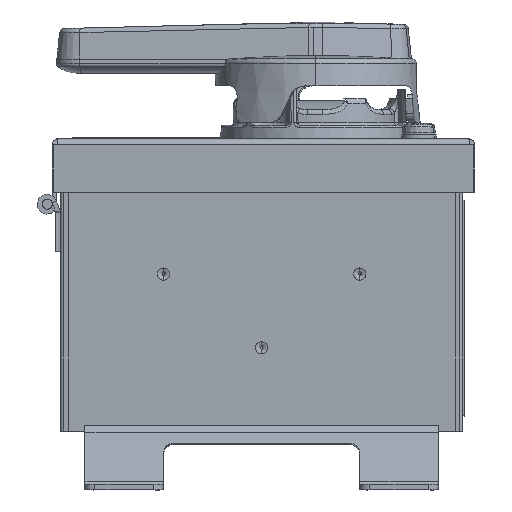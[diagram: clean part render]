
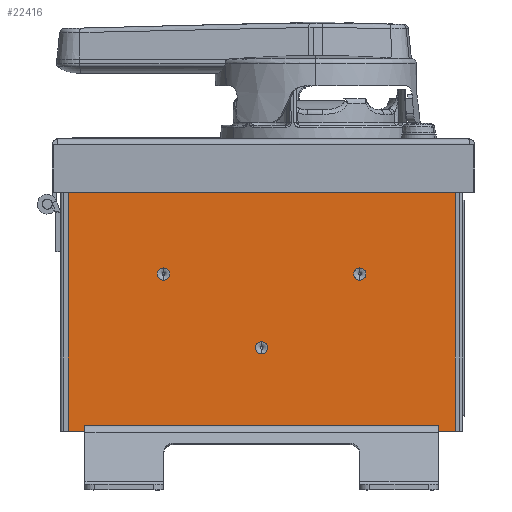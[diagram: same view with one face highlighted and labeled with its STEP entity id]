
A CAD part, front view. The second image highlights one B-rep face of the part: STEP entity #22416.
In plain terms, the highlighted planar face has unit normal (0, -1, 0).
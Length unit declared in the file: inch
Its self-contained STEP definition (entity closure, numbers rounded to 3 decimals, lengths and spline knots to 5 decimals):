
#51 = CARTESIAN_POINT ( 'NONE',  ( 6.45778, -1.17903, 2.20282 ) ) ;
#208 = EDGE_CURVE ( 'NONE', #16879, #10581, #25699, .T. ) ;
#298 = ORIENTED_EDGE ( 'NONE', *, *, #11590, .T. ) ;
#398 = VERTEX_POINT ( 'NONE', #6142 ) ;
#399 = VECTOR ( 'NONE', #29049, 39.37008 ) ;
#689 = CARTESIAN_POINT ( 'NONE',  ( 1.74228, -1.17903, 2.27782 ) ) ;
#1498 = CARTESIAN_POINT ( 'NONE',  ( 3.99228, -1.17903, 3.26282 ) ) ;
#1510 = AXIS2_PLACEMENT_3D ( 'NONE', #26759, #16218, #3950 ) ;
#1794 = ORIENTED_EDGE ( 'NONE', *, *, #18109, .T. ) ;
#1875 = CIRCLE ( 'NONE', #17714, 0.07798 ) ;
#1988 = DIRECTION ( 'NONE',  ( 0., 1., 0. ) ) ;
#2508 = ORIENTED_EDGE ( 'NONE', *, *, #12763, .T. ) ;
#2911 = EDGE_LOOP ( 'NONE', ( #21254, #1794 ) ) ;
#3157 = VERTEX_POINT ( 'NONE', #19233 ) ;
#3552 = EDGE_LOOP ( 'NONE', ( #27408, #22448 ) ) ;
#3950 = DIRECTION ( 'NONE',  ( 0., 0., -1. ) ) ;
#4197 = AXIS2_PLACEMENT_3D ( 'NONE', #1498, #31803, #14241 ) ;
#4370 = CARTESIAN_POINT ( 'NONE',  ( 6.45778, -1.17903, 2.20282 ) ) ;
#4387 = VERTEX_POINT ( 'NONE', #6010 ) ;
#4575 = CARTESIAN_POINT ( 'NONE',  ( 1.52678, -1.17903, 2.20282 ) ) ;
#4711 = VECTOR ( 'NONE', #29565, 39.37008 ) ;
#5824 = EDGE_CURVE ( 'NONE', #7115, #29993, #25935, .T. ) ;
#5884 = CARTESIAN_POINT ( 'NONE',  ( 3.99228, -1.17903, 3.26282 ) ) ;
#6010 = CARTESIAN_POINT ( 'NONE',  ( 3.99228, -1.17903, 3.18484 ) ) ;
#6142 = CARTESIAN_POINT ( 'NONE',  ( 5.24228, -1.17903, 4.2808 ) ) ;
#6183 = DIRECTION ( 'NONE',  ( 0., 0., -1. ) ) ;
#6577 = AXIS2_PLACEMENT_3D ( 'NONE', #17351, #1988, #14737 ) ;
#6767 = FACE_OUTER_BOUND ( 'NONE', #21485, .T. ) ;
#7047 = EDGE_CURVE ( 'NONE', #23471, #10170, #28301, .T. ) ;
#7115 = VERTEX_POINT ( 'NONE', #31453 ) ;
#7251 = ORIENTED_EDGE ( 'NONE', *, *, #12329, .T. ) ;
#8231 = CARTESIAN_POINT ( 'NONE',  ( 5.24228, -1.17903, 4.12484 ) ) ;
#8628 = CARTESIAN_POINT ( 'NONE',  ( 6.45778, -1.17903, 5.64582 ) ) ;
#8863 = LINE ( 'NONE', #18923, #4711 ) ;
#9289 = DIRECTION ( 'NONE',  ( 0., 0., -1. ) ) ;
#9657 = DIRECTION ( 'NONE',  ( 0., 0., 1. ) ) ;
#9774 = FACE_BOUND ( 'NONE', #2911, .T. ) ;
#9852 = LINE ( 'NONE', #32531, #29881 ) ;
#10170 = VERTEX_POINT ( 'NONE', #15009 ) ;
#10328 = CARTESIAN_POINT ( 'NONE',  ( 2.74228, -1.17903, 4.2808 ) ) ;
#10581 = VERTEX_POINT ( 'NONE', #8628 ) ;
#10632 = LINE ( 'NONE', #51, #18329 ) ;
#10976 = EDGE_CURVE ( 'NONE', #27715, #398, #12921, .T. ) ;
#11590 = EDGE_CURVE ( 'NONE', #29993, #7115, #15795, .T. ) ;
#11821 = DIRECTION ( 'NONE',  ( 0., 1., 0. ) ) ;
#12329 = EDGE_CURVE ( 'NONE', #16308, #3157, #17325, .T. ) ;
#12745 = AXIS2_PLACEMENT_3D ( 'NONE', #22198, #11821, #14642 ) ;
#12763 = EDGE_CURVE ( 'NONE', #16879, #23471, #25880, .T. ) ;
#12921 = CIRCLE ( 'NONE', #23934, 0.07798 ) ;
#13174 = CARTESIAN_POINT ( 'NONE',  ( 3.99228, -1.17903, 5.64582 ) ) ;
#13331 = ORIENTED_EDGE ( 'NONE', *, *, #208, .F. ) ;
#13344 = DIRECTION ( 'NONE',  ( 0., 0., -1. ) ) ;
#14144 = VECTOR ( 'NONE', #13344, 39.37008 ) ;
#14241 = DIRECTION ( 'NONE',  ( 0., 0., -1. ) ) ;
#14445 = DIRECTION ( 'NONE',  ( 0., 1., 0. ) ) ;
#14549 = EDGE_LOOP ( 'NONE', ( #30030, #298 ) ) ;
#14642 = DIRECTION ( 'NONE',  ( 0., 0., -1. ) ) ;
#14737 = DIRECTION ( 'NONE',  ( 0., 0., 1. ) ) ;
#14791 = LINE ( 'NONE', #27148, #28960 ) ;
#14803 = VECTOR ( 'NONE', #22570, 39.37008 ) ;
#15009 = CARTESIAN_POINT ( 'NONE',  ( 1.74228, -1.17903, 2.20282 ) ) ;
#15473 = EDGE_CURVE ( 'NONE', #4387, #20371, #1875, .T. ) ;
#15591 = VERTEX_POINT ( 'NONE', #4370 ) ;
#15628 = EDGE_CURVE ( 'NONE', #10170, #17062, #9852, .T. ) ;
#15795 = CIRCLE ( 'NONE', #1510, 0.07798 ) ;
#16089 = CARTESIAN_POINT ( 'NONE',  ( 1.52678, -1.17903, 5.64582 ) ) ;
#16218 = DIRECTION ( 'NONE',  ( 0., 1., 0. ) ) ;
#16308 = VERTEX_POINT ( 'NONE', #26729 ) ;
#16879 = VERTEX_POINT ( 'NONE', #16089 ) ;
#17062 = VERTEX_POINT ( 'NONE', #689 ) ;
#17192 = FACE_BOUND ( 'NONE', #14549, .T. ) ;
#17320 = ORIENTED_EDGE ( 'NONE', *, *, #20838, .T. ) ;
#17325 = LINE ( 'NONE', #19940, #14803 ) ;
#17351 = CARTESIAN_POINT ( 'NONE',  ( 3.99228, -1.17903, 5.68582 ) ) ;
#17527 = EDGE_CURVE ( 'NONE', #3157, #15591, #10632, .T. ) ;
#17714 = AXIS2_PLACEMENT_3D ( 'NONE', #5884, #17960, #20594 ) ;
#17960 = DIRECTION ( 'NONE',  ( 0., 1., 0. ) ) ;
#18108 = CARTESIAN_POINT ( 'NONE',  ( 1.52678, -1.17903, 2.20282 ) ) ;
#18109 = EDGE_CURVE ( 'NONE', #398, #27715, #31694, .T. ) ;
#18329 = VECTOR ( 'NONE', #32659, 39.37008 ) ;
#18923 = CARTESIAN_POINT ( 'NONE',  ( 6.24228, -1.17903, 2.27782 ) ) ;
#19233 = CARTESIAN_POINT ( 'NONE',  ( 6.24228, -1.17903, 2.20282 ) ) ;
#19940 = CARTESIAN_POINT ( 'NONE',  ( 6.24228, -1.17903, 2.20282 ) ) ;
#20325 = ORIENTED_EDGE ( 'NONE', *, *, #30429, .T. ) ;
#20371 = VERTEX_POINT ( 'NONE', #25097 ) ;
#20594 = DIRECTION ( 'NONE',  ( 0., 0., -1. ) ) ;
#20838 = EDGE_CURVE ( 'NONE', #15591, #10581, #14791, .T. ) ;
#21254 = ORIENTED_EDGE ( 'NONE', *, *, #10976, .T. ) ;
#21485 = EDGE_LOOP ( 'NONE', ( #13331, #2508, #23392, #24653, #20325, #7251, #27473, #17320 ) ) ;
#22198 = CARTESIAN_POINT ( 'NONE',  ( 2.74228, -1.17903, 4.20282 ) ) ;
#22416 = ADVANCED_FACE ( 'NONE', ( #17192, #9774, #27107, #6767 ), #24589, .F. ) ;
#22448 = ORIENTED_EDGE ( 'NONE', *, *, #30288, .T. ) ;
#22570 = DIRECTION ( 'NONE',  ( 0., 0., -1. ) ) ;
#23392 = ORIENTED_EDGE ( 'NONE', *, *, #7047, .T. ) ;
#23453 = CARTESIAN_POINT ( 'NONE',  ( 1.74228, -1.17903, 2.20282 ) ) ;
#23471 = VERTEX_POINT ( 'NONE', #4575 ) ;
#23673 = AXIS2_PLACEMENT_3D ( 'NONE', #24304, #14445, #9289 ) ;
#23934 = AXIS2_PLACEMENT_3D ( 'NONE', #31872, #29048, #6183 ) ;
#24304 = CARTESIAN_POINT ( 'NONE',  ( 5.24228, -1.17903, 4.20282 ) ) ;
#24589 = PLANE ( 'NONE',  #6577 ) ;
#24653 = ORIENTED_EDGE ( 'NONE', *, *, #15628, .T. ) ;
#24750 = CIRCLE ( 'NONE', #4197, 0.07798 ) ;
#25097 = CARTESIAN_POINT ( 'NONE',  ( 3.99228, -1.17903, 3.3408 ) ) ;
#25391 = VECTOR ( 'NONE', #28160, 39.37008 ) ;
#25699 = LINE ( 'NONE', #13174, #399 ) ;
#25880 = LINE ( 'NONE', #18108, #14144 ) ;
#25935 = CIRCLE ( 'NONE', #12745, 0.07798 ) ;
#26729 = CARTESIAN_POINT ( 'NONE',  ( 6.24228, -1.17903, 2.27782 ) ) ;
#26759 = CARTESIAN_POINT ( 'NONE',  ( 2.74228, -1.17903, 4.20282 ) ) ;
#27107 = FACE_BOUND ( 'NONE', #3552, .T. ) ;
#27148 = CARTESIAN_POINT ( 'NONE',  ( 6.45778, -1.17903, 5.68582 ) ) ;
#27408 = ORIENTED_EDGE ( 'NONE', *, *, #15473, .T. ) ;
#27473 = ORIENTED_EDGE ( 'NONE', *, *, #17527, .T. ) ;
#27715 = VERTEX_POINT ( 'NONE', #8231 ) ;
#28160 = DIRECTION ( 'NONE',  ( 1., 0., 0. ) ) ;
#28301 = LINE ( 'NONE', #23453, #25391 ) ;
#28960 = VECTOR ( 'NONE', #9657, 39.37008 ) ;
#29048 = DIRECTION ( 'NONE',  ( 0., 1., 0. ) ) ;
#29049 = DIRECTION ( 'NONE',  ( 1., 0., 0. ) ) ;
#29565 = DIRECTION ( 'NONE',  ( 1., 0., 0. ) ) ;
#29708 = DIRECTION ( 'NONE',  ( 0., 0., 1. ) ) ;
#29881 = VECTOR ( 'NONE', #29708, 39.37008 ) ;
#29993 = VERTEX_POINT ( 'NONE', #10328 ) ;
#30030 = ORIENTED_EDGE ( 'NONE', *, *, #5824, .T. ) ;
#30288 = EDGE_CURVE ( 'NONE', #20371, #4387, #24750, .T. ) ;
#30429 = EDGE_CURVE ( 'NONE', #17062, #16308, #8863, .T. ) ;
#31453 = CARTESIAN_POINT ( 'NONE',  ( 2.74228, -1.17903, 4.12484 ) ) ;
#31694 = CIRCLE ( 'NONE', #23673, 0.07798 ) ;
#31803 = DIRECTION ( 'NONE',  ( 0., 1., 0. ) ) ;
#31872 = CARTESIAN_POINT ( 'NONE',  ( 5.24228, -1.17903, 4.20282 ) ) ;
#32531 = CARTESIAN_POINT ( 'NONE',  ( 1.74228, -1.17903, 2.27782 ) ) ;
#32659 = DIRECTION ( 'NONE',  ( 1., 0., 0. ) ) ;
